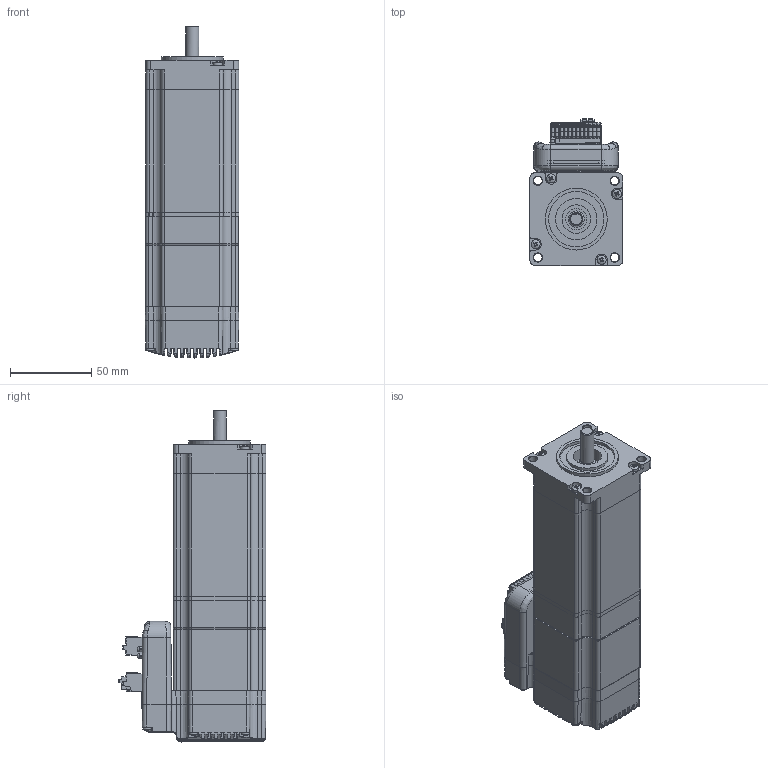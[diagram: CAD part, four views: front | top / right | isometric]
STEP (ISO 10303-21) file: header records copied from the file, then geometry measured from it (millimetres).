
FILE_DESCRIPTION(/* description */ (''),/* implementation_level */ '2;1');
FILE_NAME(/* name */ 'iHSV57-30-18-36-01-SC v2.step',/* time_stamp */ '2022-08-03T12:06:12+02:00',/* author */ (''),/* organization */ (''),/* preprocessor_version */ 'ST-DEVELOPER v19',/* originating_system */ 'Autodesk Translation Framework v11.7.0.108',/* authorisation */ '');
FILE_SCHEMA (('AUTOMOTIVE_DESIGN { 1 0 10303 214 3 1 1 }'));
Products named in the file (21): iHSV57-30-18-36-01-SC; 57____78mm____38mm__^iHSV57-30-18-36-01-BY-SC(2)_iHSV57-30-18-36-01-B
Y-SC; 57x18x38__________8x33____7.5x27____25; 57__________20; 57____37; cross recessed pan head screws gb_GB_CROSS_SCREWS_TYPE1 M3X4-4  H typ
e-N^iHSV57-30-18-36-01-BY-SC(2)_iHSV57-30-18-36-01; iHSV57-30-18-36-21-38_back; 57һ�廯ɢ����_1; һ�廯����; 2way 3.81s_1; 2.5mm-5way-s_1; 2.5mm-10way-s_1; һ�廯���1_1; 57�ܽ�ģ_1; 57-P PCB_1; LED-D3R_1; LED-D3G_1; 57JS15EDGKD-2.5-5P-MALE; 15EDGKD-2.5-10P; 15EDGKDM-3.81-2P; cross recessed pan head screws gb_GB_CROSS_SCREWS_TYPE1 M2.5X3-3  H t
ype-N
Assembly tree (41 placements, depth 4):
  iHSV57-30-18-36-01-SC
    57____78mm____38mm__^iHSV57-30-18-36-01-BY-SC(2)_iHSV57-30-18-36-01-B
Y-SC
    57x18x38__________8x33____7.5x27____25
    57__________20
    57____37
    cross recessed pan head screws gb_GB_CROSS_SCREWS_TYPE1 M3X4-4  H typ
e-N^iHSV57-30-18-36-01-BY-SC(2)_iHSV57-30-18-36-01  x4
    iHSV57-30-18-36-21-38_back
      57һ�廯ɢ����_1
      һ�廯����
        #145530  x2
        #145531
        #145532
        #145533
        #145534
        #145535
        #145536
        #145537
        #145538
        #145539
        #145540
      2way 3.81s_1
      2.5mm-5way-s_1
      2.5mm-10way-s_1
      һ�廯���1_1
      57�ܽ�ģ_1
      57-P PCB_1
      LED-D3R_1
      LED-D3G_1
      57JS15EDGKD-2.5-5P-MALE
      15EDGKD-2.5-10P
      15EDGKDM-3.81-2P
      #145552
      cross recessed pan head screws gb_GB_CROSS_SCREWS_TYPE1 M2.5X3-3  H t
ype-N  x6
Bounding box: 57.42 x 90.92 x 204.04 mm (x, y, z)
Volume: 515413.6 mm3; surface area: 127267.3 mm2
Topology: 45 solids, 49 shells, 4257 faces, 11072 edges, 7173 vertices
Faces by surface type: plane 2867, cylinder 1052, bspline 183, cone 84, sphere 44, torus 27
Full cylindrical faces by diameter (mm): 0.457 x6, 0.7 x3, 1 x13, 1.2 x15, 1.25 x2, 1.5 x15, 1.6 x28, 1.75 x2, 2.146 x2, 2.2 x2, 2.5 x16, 3 x8, 3.2 x2, 3.3 x8, 3.8 x2, 3.9 x2, 5 x6, 5.2 x4, 5.6 x4, 8 x1, 9.7 x1, 10 x1, 13 x1, 17.5 x1, 25.4 x1, 34 x1, 38 x1
Entity records: 145428 total; most frequent: CARTESIAN_POINT 44319, ORIENTED_EDGE 21106, DIRECTION 20303, EDGE_CURVE 10560, LINE 7745, VECTOR 7745, VERTEX_POINT 6840, AXIS2_PLACEMENT_3D 6279
